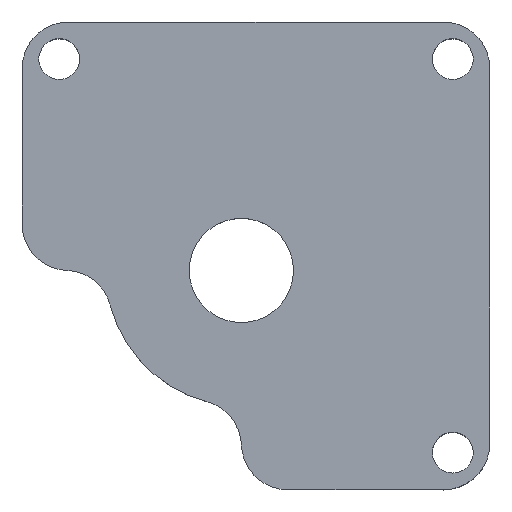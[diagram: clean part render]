
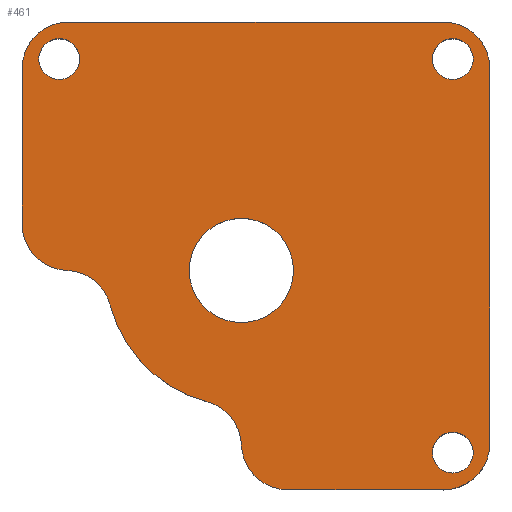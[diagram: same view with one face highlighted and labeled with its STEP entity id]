
A CAD part, top view. The second image highlights one B-rep face of the part: STEP entity #461.
In plain terms, the highlighted planar face has unit normal (0, 0, 1).
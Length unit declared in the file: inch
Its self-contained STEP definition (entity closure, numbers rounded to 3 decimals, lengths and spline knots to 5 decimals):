
#18=FACE_BOUND('',#72,.T.);
#19=FACE_BOUND('',#73,.T.);
#20=FACE_BOUND('',#74,.T.);
#21=FACE_BOUND('',#75,.T.);
#29=PLANE('',#522);
#44=FACE_OUTER_BOUND('',#71,.T.);
#71=EDGE_LOOP('',(#347,#348,#349,#350,#351,#352,#353,#354,#355,#356,#357,
#358));
#72=EDGE_LOOP('',(#359));
#73=EDGE_LOOP('',(#360));
#74=EDGE_LOOP('',(#361));
#75=EDGE_LOOP('',(#362));
#105=LINE('',#757,#137);
#111=LINE('',#773,#143);
#112=LINE('',#777,#144);
#113=LINE('',#781,#145);
#137=VECTOR('',#606,0.3937);
#143=VECTOR('',#622,0.3937);
#144=VECTOR('',#625,0.3937);
#145=VECTOR('',#628,0.3937);
#163=CIRCLE('',#501,0.125);
#164=CIRCLE('',#503,0.125);
#167=CIRCLE('',#507,0.125);
#169=CIRCLE('',#510,0.36545);
#176=CIRCLE('',#521,0.125);
#177=CIRCLE('',#523,0.125);
#178=CIRCLE('',#524,0.125);
#179=CIRCLE('',#525,0.125);
#180=CIRCLE('',#526,0.14035);
#181=CIRCLE('',#527,0.05512);
#182=CIRCLE('',#528,0.05512);
#183=CIRCLE('',#529,0.05512);
#198=VERTEX_POINT('',#718);
#199=VERTEX_POINT('',#720);
#200=VERTEX_POINT('',#724);
#204=VERTEX_POINT('',#733);
#205=VERTEX_POINT('',#735);
#212=VERTEX_POINT('',#756);
#216=VERTEX_POINT('',#768);
#217=VERTEX_POINT('',#772);
#218=VERTEX_POINT('',#774);
#219=VERTEX_POINT('',#776);
#220=VERTEX_POINT('',#778);
#221=VERTEX_POINT('',#780);
#222=VERTEX_POINT('',#783);
#223=VERTEX_POINT('',#785);
#224=VERTEX_POINT('',#787);
#225=VERTEX_POINT('',#789);
#242=EDGE_CURVE('',#198,#199,#163,.T.);
#244=EDGE_CURVE('',#199,#200,#164,.T.);
#249=EDGE_CURVE('',#204,#205,#167,.T.);
#252=EDGE_CURVE('',#198,#205,#169,.T.);
#260=EDGE_CURVE('',#212,#200,#105,.T.);
#267=EDGE_CURVE('',#216,#204,#176,.T.);
#268=EDGE_CURVE('',#216,#217,#111,.T.);
#269=EDGE_CURVE('',#218,#217,#177,.T.);
#270=EDGE_CURVE('',#218,#219,#112,.T.);
#271=EDGE_CURVE('',#220,#219,#178,.T.);
#272=EDGE_CURVE('',#220,#221,#113,.T.);
#273=EDGE_CURVE('',#212,#221,#179,.T.);
#274=EDGE_CURVE('',#222,#222,#180,.T.);
#275=EDGE_CURVE('',#223,#223,#181,.T.);
#276=EDGE_CURVE('',#224,#224,#182,.T.);
#277=EDGE_CURVE('',#225,#225,#183,.T.);
#347=ORIENTED_EDGE('',*,*,#252,.T.);
#348=ORIENTED_EDGE('',*,*,#249,.F.);
#349=ORIENTED_EDGE('',*,*,#267,.F.);
#350=ORIENTED_EDGE('',*,*,#268,.T.);
#351=ORIENTED_EDGE('',*,*,#269,.F.);
#352=ORIENTED_EDGE('',*,*,#270,.T.);
#353=ORIENTED_EDGE('',*,*,#271,.F.);
#354=ORIENTED_EDGE('',*,*,#272,.T.);
#355=ORIENTED_EDGE('',*,*,#273,.F.);
#356=ORIENTED_EDGE('',*,*,#260,.T.);
#357=ORIENTED_EDGE('',*,*,#244,.F.);
#358=ORIENTED_EDGE('',*,*,#242,.F.);
#359=ORIENTED_EDGE('',*,*,#274,.T.);
#360=ORIENTED_EDGE('',*,*,#275,.T.);
#361=ORIENTED_EDGE('',*,*,#276,.T.);
#362=ORIENTED_EDGE('',*,*,#277,.T.);
#461=ADVANCED_FACE('',(#44,#18,#19,#20,#21),#29,.T.);
#501=AXIS2_PLACEMENT_3D('',#721,#566,#567);
#503=AXIS2_PLACEMENT_3D('',#725,#571,#572);
#507=AXIS2_PLACEMENT_3D('',#736,#581,#582);
#510=AXIS2_PLACEMENT_3D('',#740,#588,#589);
#521=AXIS2_PLACEMENT_3D('',#770,#618,#619);
#522=AXIS2_PLACEMENT_3D('',#771,#620,#621);
#523=AXIS2_PLACEMENT_3D('',#775,#623,#624);
#524=AXIS2_PLACEMENT_3D('',#779,#626,#627);
#525=AXIS2_PLACEMENT_3D('',#782,#629,#630);
#526=AXIS2_PLACEMENT_3D('',#784,#631,#632);
#527=AXIS2_PLACEMENT_3D('',#786,#633,#634);
#528=AXIS2_PLACEMENT_3D('',#788,#635,#636);
#529=AXIS2_PLACEMENT_3D('',#790,#637,#638);
#566=DIRECTION('center_axis',(0.,0.,
1.));
#567=DIRECTION('ref_axis',(-0.035,-0.999,0.));
#571=DIRECTION('center_axis',(0.,0.,
-1.));
#572=DIRECTION('ref_axis',(-0.707,-0.707,0.));
#581=DIRECTION('center_axis',(0.,0.,
1.));
#582=DIRECTION('ref_axis',(-0.255,-0.967,0.));
#588=DIRECTION('center_axis',(0.,0.,1.));
#589=DIRECTION('ref_axis',(-1.,0.,0.));
#606=DIRECTION('',(0.,-1.,0.));
#618=DIRECTION('center_axis',(0.,0.,
-1.));
#619=DIRECTION('ref_axis',(-0.707,-0.707,0.));
#620=DIRECTION('center_axis',(0.,0.,
1.));
#621=DIRECTION('ref_axis',(1.,0.,0.));
#622=DIRECTION('',(1.,0.,0.));
#623=DIRECTION('center_axis',(0.,0.,
-1.));
#624=DIRECTION('ref_axis',(0.707,-0.707,0.));
#625=DIRECTION('',(0.,1.,0.));
#626=DIRECTION('center_axis',(0.,0.,
-1.));
#627=DIRECTION('ref_axis',(0.707,0.707,0.));
#628=DIRECTION('',(-1.,0.,0.));
#629=DIRECTION('center_axis',(0.,0.,
-1.));
#630=DIRECTION('ref_axis',(-0.707,0.707,0.));
#631=DIRECTION('center_axis',(0.,0.,
-1.));
#632=DIRECTION('ref_axis',(-1.,0.,0.));
#633=DIRECTION('center_axis',(0.,0.,
-1.));
#634=DIRECTION('ref_axis',(-1.,0.,0.));
#635=DIRECTION('center_axis',(0.,0.,
-1.));
#636=DIRECTION('ref_axis',(-1.,0.,0.));
#637=DIRECTION('center_axis',(0.,0.,
-1.));
#638=DIRECTION('ref_axis',(-1.,0.,0.));
#718=CARTESIAN_POINT('',(0.01349,0.27624,0.3937));
#720=CARTESIAN_POINT('',(-0.10302,0.36934,0.3937));
#721=CARTESIAN_POINT('Origin',(-0.10739,0.24442,0.3937));
#724=CARTESIAN_POINT('',(-0.22365,0.49427,0.3937));
#725=CARTESIAN_POINT('Origin',(-0.09865,0.49427,0.3937));
#733=CARTESIAN_POINT('',(0.36698,-0.10066,0.3937));
#735=CARTESIAN_POINT('',(0.27388,0.01585,0.3937));
#736=CARTESIAN_POINT('Origin',(0.24206,-0.10503,0.3937));
#740=CARTESIAN_POINT('Origin',(0.36691,0.36927,0.3937));
#756=CARTESIAN_POINT('',(-0.22365,0.91356,0.3937));
#757=CARTESIAN_POINT('',(-0.22365,1.03856,0.3937));
#768=CARTESIAN_POINT('',(0.49191,-0.22128,0.3937));
#770=CARTESIAN_POINT('Origin',(0.49191,-0.09628,0.3937));
#771=CARTESIAN_POINT('Origin',(0.40628,0.40864,0.3937));
#772=CARTESIAN_POINT('',(0.9112,-0.22128,0.3937));
#773=CARTESIAN_POINT('',(0.36691,-0.22128,0.3937));
#774=CARTESIAN_POINT('',(1.0362,-0.09628,0.3937));
#775=CARTESIAN_POINT('Origin',(0.9112,-0.09628,0.3937));
#776=CARTESIAN_POINT('',(1.0362,0.91356,0.3937));
#777=CARTESIAN_POINT('',(1.0362,-0.22128,0.3937));
#778=CARTESIAN_POINT('',(0.9112,1.03856,0.3937));
#779=CARTESIAN_POINT('Origin',(0.9112,0.91356,0.3937));
#780=CARTESIAN_POINT('',(-0.09865,1.03856,0.3937));
#781=CARTESIAN_POINT('',(1.0362,1.03856,0.3937));
#782=CARTESIAN_POINT('Origin',(-0.09865,0.91356,0.3937));
#783=CARTESIAN_POINT('',(0.50726,0.36927,0.3937));
#784=CARTESIAN_POINT('Origin',(0.36691,0.36927,0.3937));
#785=CARTESIAN_POINT('',(-0.17876,0.93856,0.3937));
#786=CARTESIAN_POINT('Origin',(-0.12365,0.93856,0.3937));
#787=CARTESIAN_POINT('',(0.88108,0.93856,0.3937));
#788=CARTESIAN_POINT('Origin',(0.9362,0.93856,0.3937));
#789=CARTESIAN_POINT('',(0.88108,-0.12128,0.3937));
#790=CARTESIAN_POINT('Origin',(0.9362,-0.12128,0.3937));
